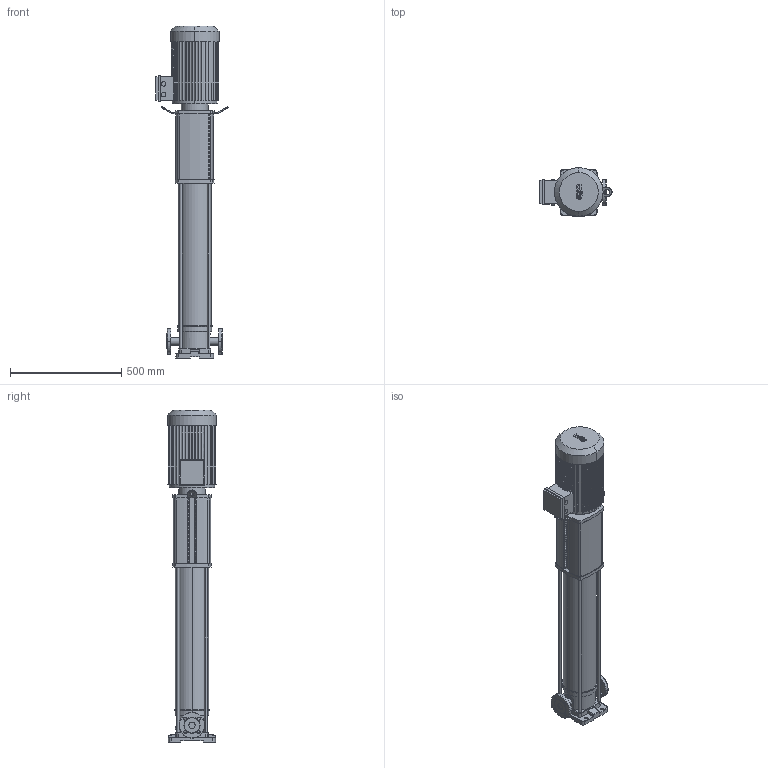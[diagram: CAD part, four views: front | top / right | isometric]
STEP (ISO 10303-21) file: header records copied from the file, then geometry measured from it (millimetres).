
FILE_DESCRIPTION((''),'2;1');
FILE_NAME('3d_HELIXV431-1_25_E_K-4160548.stp','2016-08-24T08:25:52',(''),(''),'Mechanical Desktop 2009','Mechanical Desktop 2009',', , ');
FILE_SCHEMA(('CONFIG_CONTROL_DESIGN'));
Length unit declared in the file: millimetre
Products named in the file (1): Product
Bounding box: 325 x 218 x 1491.2 mm (x, y, z)
Volume: 30754106.4 mm3; surface area: 1766024.5 mm2
Topology: 17 solids, 17 shells, 1180 faces, 3342 edges, 2215 vertices
Faces by surface type: plane 594, bspline 381, cylinder 161, torus 24, cone 16, sphere 4
Entity records: 40079 total; most frequent: CARTESIAN_POINT 9241, ORIENTED_EDGE 6684, DIRECTION 5677, EDGE_CURVE 3342, VECTOR 2471, LINE 2471, VERTEX_POINT 2215, AXIS2_PLACEMENT_3D 1603
